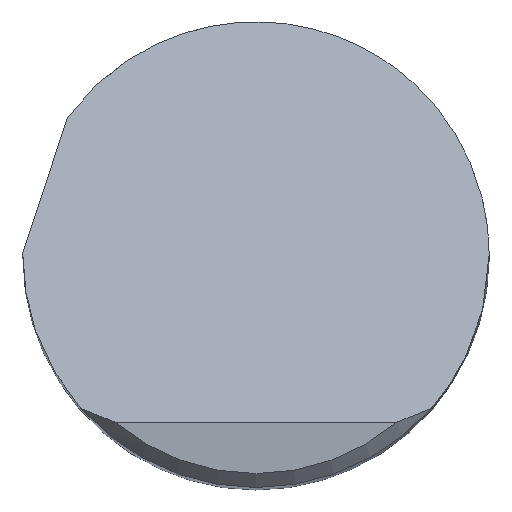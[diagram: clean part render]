
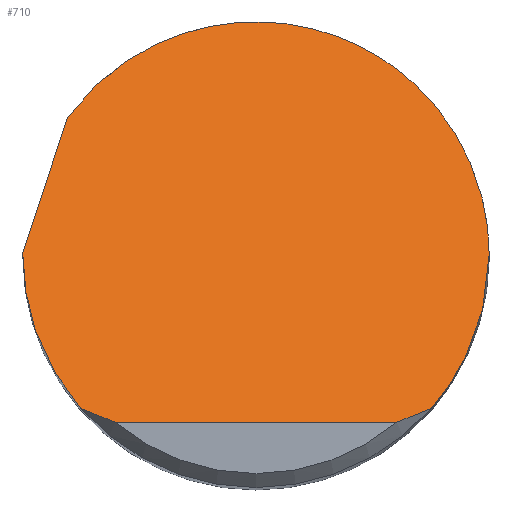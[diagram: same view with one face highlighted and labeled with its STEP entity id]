
A CAD part, top view. The second image highlights one B-rep face of the part: STEP entity #710.
In plain terms, the highlighted planar face has unit normal (0, 0.707, 0.707).
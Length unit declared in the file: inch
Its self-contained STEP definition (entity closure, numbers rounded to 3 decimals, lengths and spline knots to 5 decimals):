
#8 = CARTESIAN_POINT ( 'NONE',  ( 0.18782, -0.165, 2.985 ) ) ;
#9 = EDGE_LOOP ( 'NONE', ( #135, #460, #401, #219, #371, #183, #44, #454 ) ) ;
#10 = PLANE ( 'NONE',  #636 ) ;
#14 = EDGE_CURVE ( 'NONE', #316, #415, #81, .T. ) ;
#20 = CARTESIAN_POINT ( 'NONE',  ( 0.15108, -0.18, 3. ) ) ;
#23 = CARTESIAN_POINT ( 'NONE',  ( -0.15108, -0.18, 3. ) ) ;
#24 = CARTESIAN_POINT ( 'NONE',  ( 0.18782, -0.165, 2.985 ) ) ;
#37 = VERTEX_POINT ( 'NONE', #256 ) ;
#44 = ORIENTED_EDGE ( 'NONE', *, *, #226, .F. ) ;
#47 = CARTESIAN_POINT ( 'NONE',  ( -0.18782, -0.165, 2.985 ) ) ;
#57 = CARTESIAN_POINT ( 'NONE',  ( -0.25, -0.18, 3. ) ) ;
#65 = VECTOR ( 'NONE', #379, 39.37008 ) ;
#71 = CARTESIAN_POINT ( 'NONE',  ( 0.17589, -0.1704, 2.9904 ) ) ;
#81 =( BOUNDED_CURVE ( )  B_SPLINE_CURVE ( 3, ( #515, #742, #457, #658 ),
 .UNSPECIFIED., .F., .F. ) 
 B_SPLINE_CURVE_WITH_KNOTS ( ( 4, 4 ),
 ( 5.34257, 7.85398 ),
 .UNSPECIFIED. ) 
 CURVE ( )  GEOMETRIC_REPRESENTATION_ITEM ( )  RATIONAL_B_SPLINE_CURVE ( ( 1., 0.54, 0.54, 1. ) ) 
 REPRESENTATION_ITEM ( '' )  );
#84 = EDGE_CURVE ( 'NONE', #428, #659, #223, .T. ) ;
#90 = CARTESIAN_POINT ( 'NONE',  ( -0.22834, -0.11887, 2.93887 ) ) ;
#96 = EDGE_CURVE ( 'NONE', #415, #659, #521, .T. ) ;
#108 = B_SPLINE_CURVE_WITH_KNOTS ( 'NONE', 3,
 ( #148, #432, #607, #23 ),
 .UNSPECIFIED., .F., .F.,
 ( 4, 4 ),
 ( 0., 0.00108 ),
 .UNSPECIFIED. ) ;
#119 = CARTESIAN_POINT ( 'NONE',  ( 0.18782, -0.165, 2.985 ) ) ;
#120 = LINE ( 'NONE', #635, #541 ) ;
#131 = CARTESIAN_POINT ( 'NONE',  ( 0.22834, -0.11887, 2.93887 ) ) ;
#135 = ORIENTED_EDGE ( 'NONE', *, *, #375, .T. ) ;
#148 = CARTESIAN_POINT ( 'NONE',  ( -0.18782, -0.165, 2.985 ) ) ;
#157 = CARTESIAN_POINT ( 'NONE',  ( -0.30701, -0.17058, 2.99058 ) ) ;
#183 = ORIENTED_EDGE ( 'NONE', *, *, #250, .F. ) ;
#191 = CARTESIAN_POINT ( 'NONE',  ( 0.25, -0.06141, 2.88141 ) ) ;
#199 = CARTESIAN_POINT ( 'NONE',  ( -0.25, 0., 2.82 ) ) ;
#208 = EDGE_CURVE ( 'NONE', #714, #316, #374, .T. ) ;
#219 = ORIENTED_EDGE ( 'NONE', *, *, #14, .F. ) ;
#223 = B_SPLINE_CURVE_WITH_KNOTS ( 'NONE', 3,
 ( #313, #360, #71, #8 ),
 .UNSPECIFIED., .F., .F.,
 ( 4, 4 ),
 ( 0., 0.00108 ),
 .UNSPECIFIED. ) ;
#226 = EDGE_CURVE ( 'NONE', #386, #37, #606, .T. ) ;
#250 = EDGE_CURVE ( 'NONE', #37, #714, #291, .T. ) ;
#256 = CARTESIAN_POINT ( 'NONE',  ( -0.25, 0., 2.82 ) ) ;
#276 = CARTESIAN_POINT ( 'NONE',  ( 0.25, 0., 2.82 ) ) ;
#291 =( BOUNDED_CURVE ( )  B_SPLINE_CURVE ( 3, ( #323, #439, #496, #667 ),
 .UNSPECIFIED., .F., .T. ) 
 B_SPLINE_CURVE_WITH_KNOTS ( ( 4, 4 ),
 ( 4.71239, 4.72039 ),
 .UNSPECIFIED. ) 
 CURVE ( )  GEOMETRIC_REPRESENTATION_ITEM ( )  RATIONAL_B_SPLINE_CURVE ( ( 1., 1., 1., 1. ) ) 
 REPRESENTATION_ITEM ( '' )  );
#294 = DIRECTION ( 'NONE',  ( 0., 0.707, -0.707 ) ) ;
#299 = CARTESIAN_POINT ( 'NONE',  ( -0.24999, 0.002, 2.818 ) ) ;
#313 = CARTESIAN_POINT ( 'NONE',  ( 0.15108, -0.18, 3. ) ) ;
#315 = CARTESIAN_POINT ( 'NONE',  ( -0.25, -0.06141, 2.88141 ) ) ;
#316 = VERTEX_POINT ( 'NONE', #748 ) ;
#323 = CARTESIAN_POINT ( 'NONE',  ( -0.25, 0., 2.82 ) ) ;
#346 = DIRECTION ( 'NONE',  ( 1., 0., 0. ) ) ;
#360 = CARTESIAN_POINT ( 'NONE',  ( 0.16367, -0.17542, 2.99542 ) ) ;
#371 = ORIENTED_EDGE ( 'NONE', *, *, #208, .F. ) ;
#374 = LINE ( 'NONE', #157, #65 ) ;
#375 = EDGE_CURVE ( 'NONE', #576, #428, #120, .T. ) ;
#379 = DIRECTION ( 'NONE',  ( 0.227, 0.689, -0.689 ) ) ;
#386 = VERTEX_POINT ( 'NONE', #47 ) ;
#401 = ORIENTED_EDGE ( 'NONE', *, *, #96, .F. ) ;
#411 = DIRECTION ( 'NONE',  ( 0., -0.707, -0.707 ) ) ;
#415 = VERTEX_POINT ( 'NONE', #276 ) ;
#428 = VERTEX_POINT ( 'NONE', #20 ) ;
#432 = CARTESIAN_POINT ( 'NONE',  ( -0.17589, -0.1704, 2.9904 ) ) ;
#439 = CARTESIAN_POINT ( 'NONE',  ( -0.25, 0.00067, 2.81933 ) ) ;
#454 = ORIENTED_EDGE ( 'NONE', *, *, #613, .T. ) ;
#457 = CARTESIAN_POINT ( 'NONE',  ( 0.25, 0.29348, 2.52652 ) ) ;
#460 = ORIENTED_EDGE ( 'NONE', *, *, #84, .T. ) ;
#488 = CARTESIAN_POINT ( 'NONE',  ( -0.18782, -0.165, 2.985 ) ) ;
#496 = CARTESIAN_POINT ( 'NONE',  ( -0.25, 0.00133, 2.81867 ) ) ;
#515 = CARTESIAN_POINT ( 'NONE',  ( -0.20198, 0.14732, 2.67268 ) ) ;
#521 =( BOUNDED_CURVE ( )  B_SPLINE_CURVE ( 3, ( #709, #191, #131, #24 ),
 .UNSPECIFIED., .F., .T. ) 
 B_SPLINE_CURVE_WITH_KNOTS ( ( 4, 4 ),
 ( 1.5708, 2.29162 ),
 .UNSPECIFIED. ) 
 CURVE ( )  GEOMETRIC_REPRESENTATION_ITEM ( )  RATIONAL_B_SPLINE_CURVE ( ( 1., 0.957, 0.957, 1. ) ) 
 REPRESENTATION_ITEM ( '' )  );
#541 = VECTOR ( 'NONE', #346, 39.37008 ) ;
#576 = VERTEX_POINT ( 'NONE', #724 ) ;
#585 = FACE_OUTER_BOUND ( 'NONE', #9, .T. ) ;
#606 =( BOUNDED_CURVE ( )  B_SPLINE_CURVE ( 3, ( #488, #90, #315, #199 ),
 .UNSPECIFIED., .F., .T. ) 
 B_SPLINE_CURVE_WITH_KNOTS ( ( 4, 4 ),
 ( 3.99157, 4.71239 ),
 .UNSPECIFIED. ) 
 CURVE ( )  GEOMETRIC_REPRESENTATION_ITEM ( )  RATIONAL_B_SPLINE_CURVE ( ( 1., 0.957, 0.957, 1. ) ) 
 REPRESENTATION_ITEM ( '' )  );
#607 = CARTESIAN_POINT ( 'NONE',  ( -0.16367, -0.17542, 2.99542 ) ) ;
#613 = EDGE_CURVE ( 'NONE', #386, #576, #108, .T. ) ;
#635 = CARTESIAN_POINT ( 'NONE',  ( 0., -0.18, 3. ) ) ;
#636 = AXIS2_PLACEMENT_3D ( 'NONE', #57, #411, #294 ) ;
#658 = CARTESIAN_POINT ( 'NONE',  ( 0.25, 0., 2.82 ) ) ;
#659 = VERTEX_POINT ( 'NONE', #119 ) ;
#667 = CARTESIAN_POINT ( 'NONE',  ( -0.24999, 0.002, 2.818 ) ) ;
#709 = CARTESIAN_POINT ( 'NONE',  ( 0.25, 0., 2.82 ) ) ;
#710 = ADVANCED_FACE ( 'NONE', ( #585 ), #10, .F. ) ;
#714 = VERTEX_POINT ( 'NONE', #299 ) ;
#724 = CARTESIAN_POINT ( 'NONE',  ( -0.15108, -0.18, 3. ) ) ;
#742 = CARTESIAN_POINT ( 'NONE',  ( -0.02903, 0.38443, 2.43557 ) ) ;
#748 = CARTESIAN_POINT ( 'NONE',  ( -0.20198, 0.14732, 2.67268 ) ) ;
